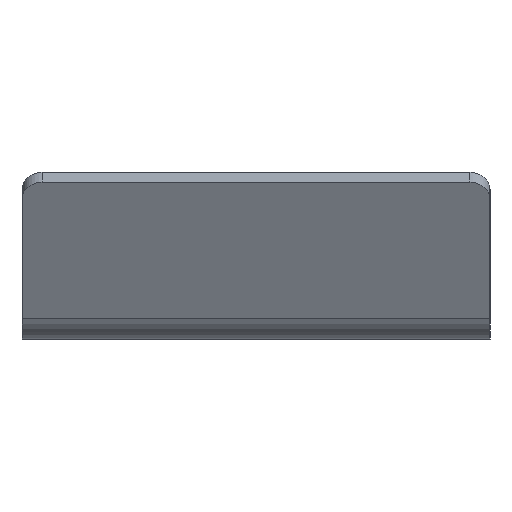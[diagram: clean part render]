
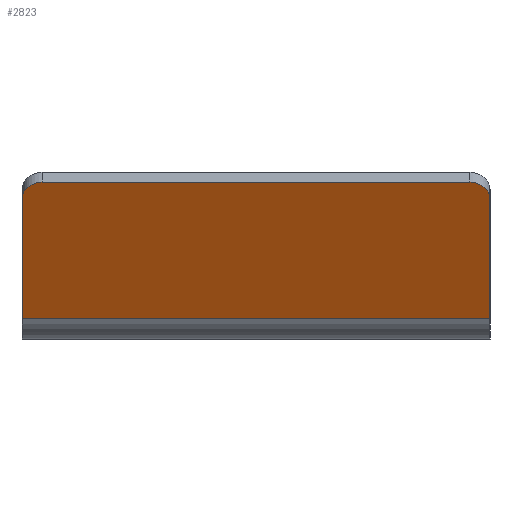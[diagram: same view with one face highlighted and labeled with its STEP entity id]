
A CAD part, left-side view. The second image highlights one B-rep face of the part: STEP entity #2823.
In plain terms, the highlighted planar face has unit normal (-0.875, 0, -0.485).
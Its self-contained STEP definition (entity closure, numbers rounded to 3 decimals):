
#15=DIRECTION('',(-0.485,0.,0.875));
#16=VECTOR('',#15,20.387);
#17=CARTESIAN_POINT('',(-188.662,-35.,-20.909));
#18=LINE('',#17,#16);
#1018=DIRECTION('',(-0.485,0.,0.875));
#1019=VECTOR('',#1018,20.387);
#1020=CARTESIAN_POINT('',(-188.662,35.,-20.909));
#1021=LINE('',#1020,#1019);
#1067=DIRECTION('',(0.,1.,0.));
#1068=VECTOR('',#1067,64.);
#1069=CARTESIAN_POINT('',(-200.,-32.,-0.454));
#1070=LINE('',#1069,#1068);
#1075=DIRECTION('',(0.,-1.,0.));
#1076=VECTOR('',#1075,70.);
#1077=CARTESIAN_POINT('',(-188.662,35.,-20.909));
#1078=LINE('',#1077,#1076);
#1079=CARTESIAN_POINT('',(-198.546,32.,-3.078));
#1080=DIRECTION('',(-0.875,0.,-0.485));
#1081=DIRECTION('',(-0.485,0.,0.875));
#1082=AXIS2_PLACEMENT_3D('',#1079,#1080,#1081);
#1084=CARTESIAN_POINT('',(-198.546,-32.,-3.078));
#1085=DIRECTION('',(-0.875,0.,-0.485));
#1086=DIRECTION('',(0.,-1.,0.));
#1087=AXIS2_PLACEMENT_3D('',#1084,#1085,#1086);
#1405=CARTESIAN_POINT('',(-188.662,-35.,-20.909));
#1407=VERTEX_POINT('',#1405);
#1411=CARTESIAN_POINT('',(-188.662,35.,-20.909));
#1412=VERTEX_POINT('',#1411);
#1413=CARTESIAN_POINT('',(-198.546,-35.,-3.078));
#1414=CARTESIAN_POINT('',(-200.,-32.,-0.454));
#1415=VERTEX_POINT('',#1413);
#1416=VERTEX_POINT('',#1414);
#1425=CARTESIAN_POINT('',(-200.,32.,-0.454));
#1426=VERTEX_POINT('',#1425);
#1427=CARTESIAN_POINT('',(-198.546,35.,-3.078));
#1428=VERTEX_POINT('',#1427);
#2809=CARTESIAN_POINT('',(-186.948,-35.,-24.));
#2810=DIRECTION('',(-0.875,0.,-0.485));
#2811=DIRECTION('',(-0.485,0.,0.875));
#2812=AXIS2_PLACEMENT_3D('',#2809,#2810,#2811);
#2813=PLANE('',#2812);
#2815=ORIENTED_EDGE('',*,*,#2814,.F.);
#2816=ORIENTED_EDGE('',*,*,#2695,.T.);
#2817=ORIENTED_EDGE('',*,*,#2776,.F.);
#2818=ORIENTED_EDGE('',*,*,#2789,.F.);
#2819=ORIENTED_EDGE('',*,*,#2801,.F.);
#2820=ORIENTED_EDGE('',*,*,#1584,.F.);
#2821=EDGE_LOOP('',(#2815,#2816,#2817,#2818,#2819,#2820));
#2822=FACE_OUTER_BOUND('',#2821,.F.);
#2823=ADVANCED_FACE('',(#2822),#2813,.T.);
#1083=CIRCLE('',#1082,3.);
#1088=CIRCLE('',#1087,3.);
#1584=EDGE_CURVE('',#1407,#1415,#18,.T.);
#2695=EDGE_CURVE('',#1412,#1428,#1021,.T.);
#2776=EDGE_CURVE('',#1426,#1428,#1083,.T.);
#2789=EDGE_CURVE('',#1416,#1426,#1070,.T.);
#2801=EDGE_CURVE('',#1415,#1416,#1088,.T.);
#2814=EDGE_CURVE('',#1412,#1407,#1078,.T.);
